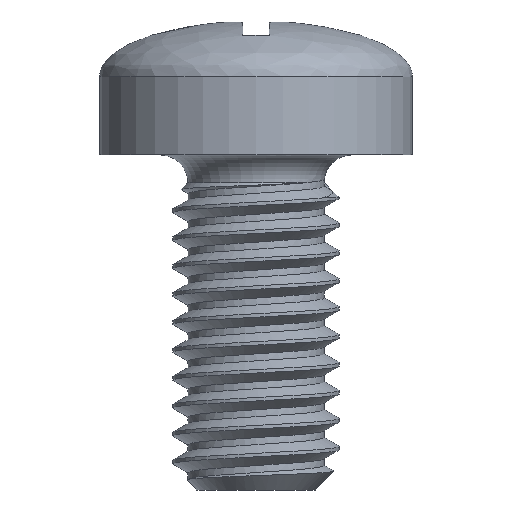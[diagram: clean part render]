
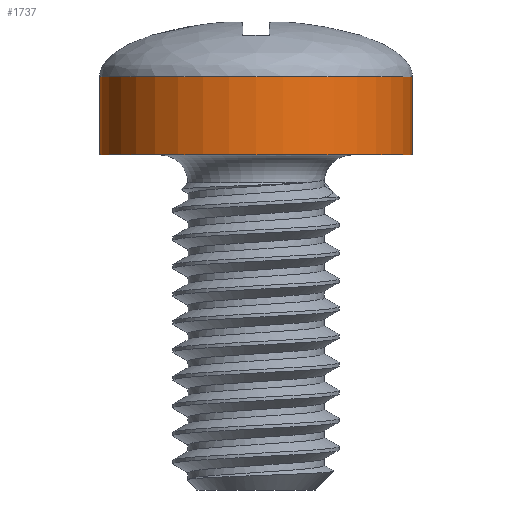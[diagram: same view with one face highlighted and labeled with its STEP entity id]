
A CAD part, front view. The second image highlights one B-rep face of the part: STEP entity #1737.
In plain terms, the highlighted cylindrical face has radius 2.8 mm (diameter 5.6 mm), a partial arc.
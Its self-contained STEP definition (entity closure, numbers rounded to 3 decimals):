
#105 = EDGE_CURVE ( 'NONE', #249, #2619, #299, .T. ) ;
#218 = VECTOR ( 'NONE', #1070, 1000. ) ;
#249 = VERTEX_POINT ( 'NONE', #964 ) ;
#261 = CARTESIAN_POINT ( 'NONE',  ( 2.8, 0., 0. ) ) ;
#299 = LINE ( 'NONE', #810, #218 ) ;
#340 = CARTESIAN_POINT ( 'NONE',  ( 0., 0., 0. ) ) ;
#418 = AXIS2_PLACEMENT_3D ( 'NONE', #2450, #1130, #2974 ) ;
#447 = VECTOR ( 'NONE', #2704, 1000. ) ;
#516 = VERTEX_POINT ( 'NONE', #1953 ) ;
#586 = EDGE_LOOP ( 'NONE', ( #2433, #1519, #807, #2644 ) ) ;
#603 = LINE ( 'NONE', #2454, #447 ) ;
#607 = DIRECTION ( 'NONE',  ( 1., 0., 0. ) ) ;
#623 = CYLINDRICAL_SURFACE ( 'NONE', #418, 2.8 ) ;
#807 = ORIENTED_EDGE ( 'NONE', *, *, #902, .T. ) ;
#810 = CARTESIAN_POINT ( 'NONE',  ( 2.8, 0., 1.4 ) ) ;
#888 = EDGE_CURVE ( 'NONE', #1857, #2619, #3408, .T. ) ;
#902 = EDGE_CURVE ( 'NONE', #516, #1857, #603, .T. ) ;
#964 = CARTESIAN_POINT ( 'NONE',  ( 2.8, 0., 1.4 ) ) ;
#1047 = CIRCLE ( 'NONE', #1700, 2.8 ) ;
#1070 = DIRECTION ( 'NONE',  ( 0., 0., -1. ) ) ;
#1130 = DIRECTION ( 'NONE',  ( 0., 0., -1. ) ) ;
#1316 = DIRECTION ( 'NONE',  ( 0., 0., 1. ) ) ;
#1519 = ORIENTED_EDGE ( 'NONE', *, *, #1535, .F. ) ;
#1535 = EDGE_CURVE ( 'NONE', #516, #249, #1047, .T. ) ;
#1700 = AXIS2_PLACEMENT_3D ( 'NONE', #2893, #1316, #3161 ) ;
#1737 = ADVANCED_FACE ( 'NONE', ( #2032 ), #623, .T. ) ;
#1857 = VERTEX_POINT ( 'NONE', #2236 ) ;
#1953 = CARTESIAN_POINT ( 'NONE',  ( -2.8, 0., 1.4 ) ) ;
#2032 = FACE_OUTER_BOUND ( 'NONE', #586, .T. ) ;
#2178 = DIRECTION ( 'NONE',  ( 0., 0., 1. ) ) ;
#2236 = CARTESIAN_POINT ( 'NONE',  ( -2.8, 0., 0. ) ) ;
#2305 = AXIS2_PLACEMENT_3D ( 'NONE', #340, #2178, #607 ) ;
#2433 = ORIENTED_EDGE ( 'NONE', *, *, #105, .F. ) ;
#2450 = CARTESIAN_POINT ( 'NONE',  ( 0., 0., 1.4 ) ) ;
#2454 = CARTESIAN_POINT ( 'NONE',  ( -2.8, 0., 1.4 ) ) ;
#2619 = VERTEX_POINT ( 'NONE', #261 ) ;
#2644 = ORIENTED_EDGE ( 'NONE', *, *, #888, .T. ) ;
#2704 = DIRECTION ( 'NONE',  ( 0., 0., -1. ) ) ;
#2893 = CARTESIAN_POINT ( 'NONE',  ( 0., 0., 1.4 ) ) ;
#2974 = DIRECTION ( 'NONE',  ( -1., 0., 0. ) ) ;
#3161 = DIRECTION ( 'NONE',  ( 1., 0., 0. ) ) ;
#3408 = CIRCLE ( 'NONE', #2305, 2.8 ) ;
